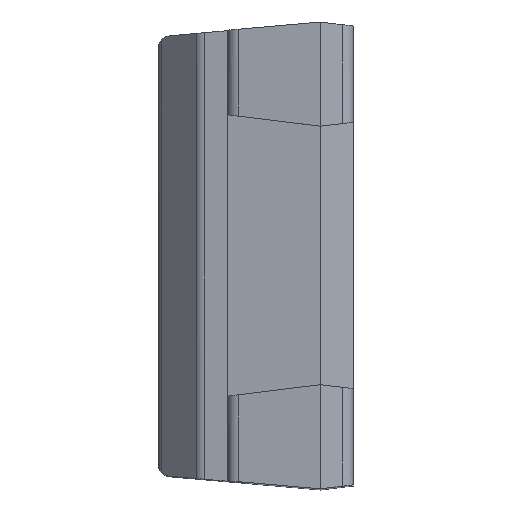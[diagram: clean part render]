
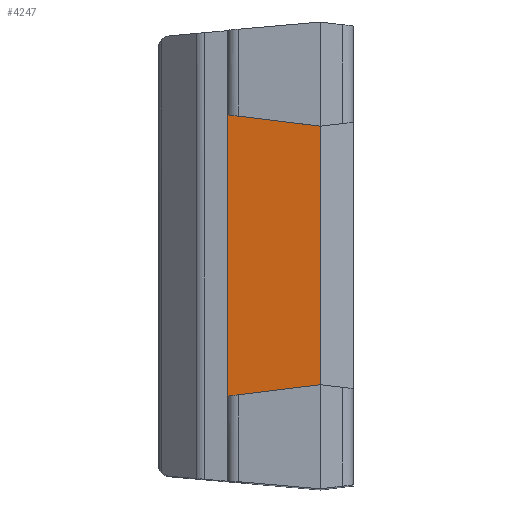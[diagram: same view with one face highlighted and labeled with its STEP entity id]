
A CAD part, top view. The second image highlights one B-rep face of the part: STEP entity #4247.
In plain terms, the highlighted planar face has unit normal (-0.122, 0, 0.993).
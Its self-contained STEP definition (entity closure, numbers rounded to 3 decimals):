
#450=FACE_OUTER_BOUND('',#713,.T.);
#713=EDGE_LOOP('',(#3681,#3682,#3683,#3684));
#1198=LINE('',#8739,#1669);
#1208=LINE('',#8760,#1679);
#1210=LINE('',#8766,#1681);
#1211=LINE('',#8767,#1682);
#1669=VECTOR('',#5443,1.);
#1679=VECTOR('',#5463,1.);
#1681=VECTOR('',#5469,1.);
#1682=VECTOR('',#5470,1.);
#2060=VERTEX_POINT('',#8730);
#2063=VERTEX_POINT('',#8738);
#2069=VERTEX_POINT('',#8759);
#2071=VERTEX_POINT('',#8765);
#2613=EDGE_CURVE('',#2063,#2060,#1198,.T.);
#2624=EDGE_CURVE('',#2063,#2069,#1208,.T.);
#2627=EDGE_CURVE('',#2060,#2071,#1210,.T.);
#2628=EDGE_CURVE('',#2069,#2071,#1211,.T.);
#3681=ORIENTED_EDGE('',*,*,#2627,.T.);
#3682=ORIENTED_EDGE('',*,*,#2628,.F.);
#3683=ORIENTED_EDGE('',*,*,#2624,.F.);
#3684=ORIENTED_EDGE('',*,*,#2613,.T.);
#4022=PLANE('',#4527);
#4247=ADVANCED_FACE('',(#450),#4022,.F.);
#4527=AXIS2_PLACEMENT_3D('',#8764,#5467,#5468);
#5443=DIRECTION('',(0.,1.,0.));
#5463=DIRECTION('',(-0.985,-0.121,-0.121));
#5467=DIRECTION('center_axis',(0.122,0.,-0.993));
#5468=DIRECTION('ref_axis',(0.,-1.,0.));
#5469=DIRECTION('',(-0.985,0.121,-0.121));
#5470=DIRECTION('',(0.,1.,0.));
#8730=CARTESIAN_POINT('',(2.25,3.1,18.02));
#8738=CARTESIAN_POINT('',(2.25,-3.1,18.02));
#8739=CARTESIAN_POINT('',(2.25,-3.1,18.02));
#8759=CARTESIAN_POINT('',(0.01,-3.375,17.745));
#8760=CARTESIAN_POINT('',(2.265,-3.098,18.022));
#8764=CARTESIAN_POINT('Origin',(2.25,-3.1,18.02));
#8765=CARTESIAN_POINT('',(0.01,3.375,17.745));
#8766=CARTESIAN_POINT('',(2.619,3.055,18.065));
#8767=CARTESIAN_POINT('',(0.01,-5.6,17.745));
